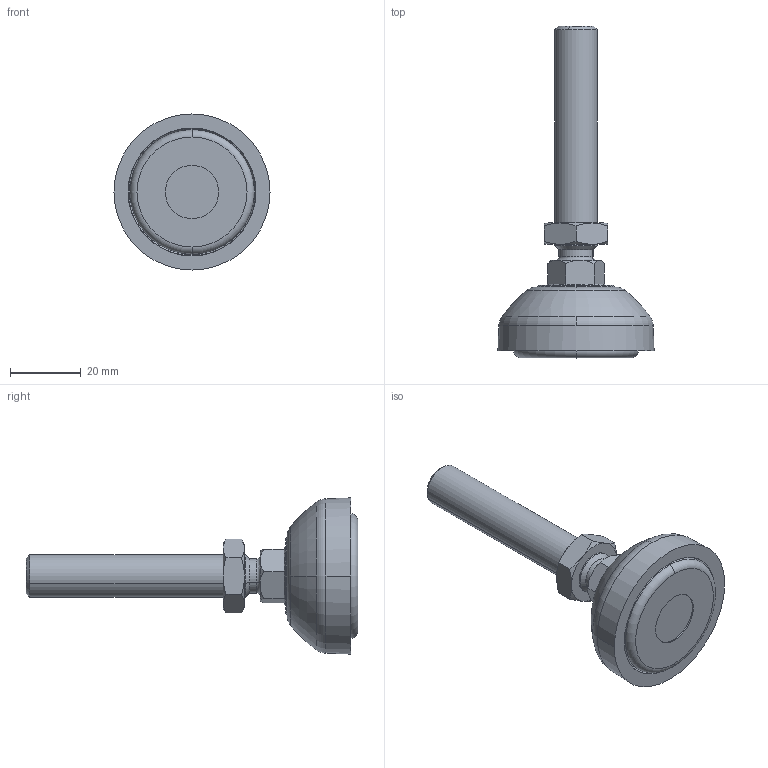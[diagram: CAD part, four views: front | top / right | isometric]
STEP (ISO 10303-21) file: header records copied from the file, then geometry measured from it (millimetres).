
FILE_DESCRIPTION (( 'STEP AP203' ), '1' );
FILE_NAME ('A60.10.45.04 Die cast swivel feet 45 - M12 x 66.STEP', '2018-09-28T13:20:28', ( '' ), ( '' ), 'SwSTEP 2.0', 'SolidWorks 2015', '' );
FILE_SCHEMA (( 'CONFIG_CONTROL_DESIGN' ));
Length unit declared in the file: inch
Products named in the file (2): A60.10.45.04 Die cast swivel feet 45 - M12 x 66
Bounding box: 44 x 93.5 x 44 mm (x, y, z)
Volume: 32015.6 mm3; surface area: 15041.9 mm2
Topology: 5 solids, 5 shells, 416 faces, 985 edges, 579 vertices
Faces by surface type: bspline 107, cylinder 82, torus 71, plane 64, cone 59, sphere 33
Entity records: 15241 total; most frequent: CARTESIAN_POINT 6312, ORIENTED_EDGE 1938, DIRECTION 1765, EDGE_CURVE 969, AXIS2_PLACEMENT_3D 788, VERTEX_POINT 573, CIRCLE 477, EDGE_LOOP 432
